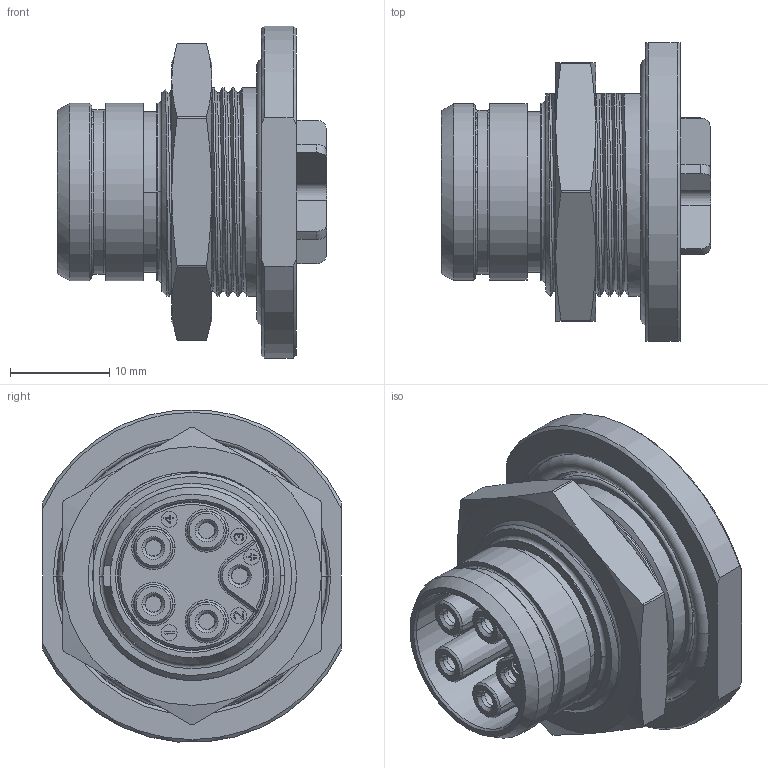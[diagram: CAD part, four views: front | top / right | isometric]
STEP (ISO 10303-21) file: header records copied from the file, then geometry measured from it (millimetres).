
FILE_DESCRIPTION((''),'2;1');
FILE_NAME('1331EV295FS','2024-07-22T12:44:58',('paultorloting'),('NET AG system integration'),'CREO PARAMETRIC BY PTC INC, 2021404','CREO PARAMETRIC BY PTC INC, 2021404','');
FILE_SCHEMA(('AUTOMOTIVE_DESIGN { 1 0 10303 214 1 1 1 1 }'));
Length unit declared in the file: millimetre
Products named in the file (1): 1331EV295FS
Bounding box: 27.05 x 30 x 33.38 mm (x, y, z)
Volume: 7643.6 mm3; surface area: 8986.9 mm2
Topology: 1 solids, 1 shells, 965 faces, 2518 edges, 1625 vertices
Faces by surface type: plane 509, cylinder 236, cone 116, torus 73, bspline 31
Entity records: 39578 total; most frequent: CARTESIAN_POINT 12010, ORIENTED_EDGE 5036, DIRECTION 4845, EDGE_CURVE 2518, AXIS2_PLACEMENT_3D 1680, VERTEX_POINT 1625, VECTOR 1482, LINE 1482
